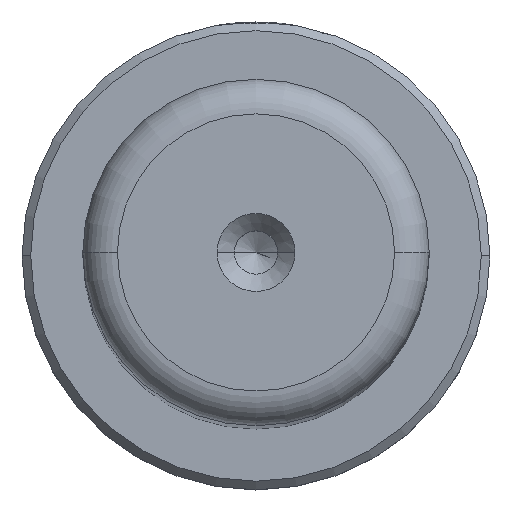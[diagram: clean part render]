
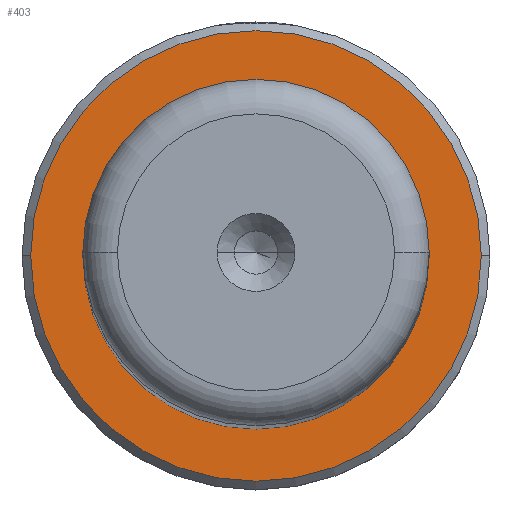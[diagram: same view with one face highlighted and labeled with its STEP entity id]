
A CAD part, top view. The second image highlights one B-rep face of the part: STEP entity #403.
In plain terms, the highlighted planar face has unit normal (0, 0, 1).
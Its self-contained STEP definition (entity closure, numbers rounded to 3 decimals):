
#25 = DIRECTION ( 'NONE',  ( -1., 0., 0. ) ) ;
#39 = DIRECTION ( 'NONE',  ( 0., 0., 1. ) ) ;
#126 = CARTESIAN_POINT ( 'NONE',  ( 0., 0., 18. ) ) ;
#147 = EDGE_CURVE ( 'NONE', #1060, #2058, #1985, .T. ) ;
#159 = VERTEX_POINT ( 'NONE', #1075 ) ;
#283 = DIRECTION ( 'NONE',  ( 1., 0., 0. ) ) ;
#347 = CARTESIAN_POINT ( 'NONE',  ( 9.495, 0., 18. ) ) ;
#385 = DIRECTION ( 'NONE',  ( 0., 0., -1. ) ) ;
#403 = ADVANCED_FACE ( 'NONE', ( #1701, #1741 ), #828, .T. ) ;
#586 = AXIS2_PLACEMENT_3D ( 'NONE', #668, #39, #1152 ) ;
#618 = AXIS2_PLACEMENT_3D ( 'NONE', #126, #1238, #283 ) ;
#657 = CIRCLE ( 'NONE', #1759, 9.495 ) ;
#662 = AXIS2_PLACEMENT_3D ( 'NONE', #1346, #385, #1504 ) ;
#668 = CARTESIAN_POINT ( 'NONE',  ( 0., 0., 18. ) ) ;
#717 = CARTESIAN_POINT ( 'NONE',  ( 0., 0., 18. ) ) ;
#721 = EDGE_CURVE ( 'NONE', #2058, #1060, #2027, .T. ) ;
#722 = ORIENTED_EDGE ( 'NONE', *, *, #147, .T. ) ;
#756 = CARTESIAN_POINT ( 'NONE',  ( 13., 0., 18. ) ) ;
#828 = PLANE ( 'NONE',  #586 ) ;
#883 = DIRECTION ( 'NONE',  ( 1., 0., 0. ) ) ;
#925 = CIRCLE ( 'NONE', #662, 9.495 ) ;
#939 = EDGE_CURVE ( 'NONE', #159, #1607, #925, .T. ) ;
#980 = DIRECTION ( 'NONE',  ( 0., 0., -1. ) ) ;
#1060 = VERTEX_POINT ( 'NONE', #756 ) ;
#1075 = CARTESIAN_POINT ( 'NONE',  ( -9.495, 0., 18. ) ) ;
#1152 = DIRECTION ( 'NONE',  ( 1., 0., 0. ) ) ;
#1238 = DIRECTION ( 'NONE',  ( 0., 0., 1. ) ) ;
#1346 = CARTESIAN_POINT ( 'NONE',  ( 0., 0., 18. ) ) ;
#1391 = EDGE_LOOP ( 'NONE', ( #1625, #722 ) ) ;
#1450 = ORIENTED_EDGE ( 'NONE', *, *, #1573, .T. ) ;
#1504 = DIRECTION ( 'NONE',  ( -1., 0., 0. ) ) ;
#1545 = EDGE_LOOP ( 'NONE', ( #1933, #1450 ) ) ;
#1573 = EDGE_CURVE ( 'NONE', #1607, #159, #657, .T. ) ;
#1607 = VERTEX_POINT ( 'NONE', #347 ) ;
#1625 = ORIENTED_EDGE ( 'NONE', *, *, #721, .T. ) ;
#1663 = CARTESIAN_POINT ( 'NONE',  ( -13., 0., 18. ) ) ;
#1701 = FACE_OUTER_BOUND ( 'NONE', #1391, .T. ) ;
#1741 = FACE_BOUND ( 'NONE', #1545, .T. ) ;
#1759 = AXIS2_PLACEMENT_3D ( 'NONE', #1925, #980, #25 ) ;
#1840 = DIRECTION ( 'NONE',  ( 0., 0., 1. ) ) ;
#1925 = CARTESIAN_POINT ( 'NONE',  ( 0., 0., 18. ) ) ;
#1933 = ORIENTED_EDGE ( 'NONE', *, *, #939, .T. ) ;
#1985 = CIRCLE ( 'NONE', #618, 13. ) ;
#2027 = CIRCLE ( 'NONE', #2032, 13. ) ;
#2032 = AXIS2_PLACEMENT_3D ( 'NONE', #717, #1840, #883 ) ;
#2058 = VERTEX_POINT ( 'NONE', #1663 ) ;
